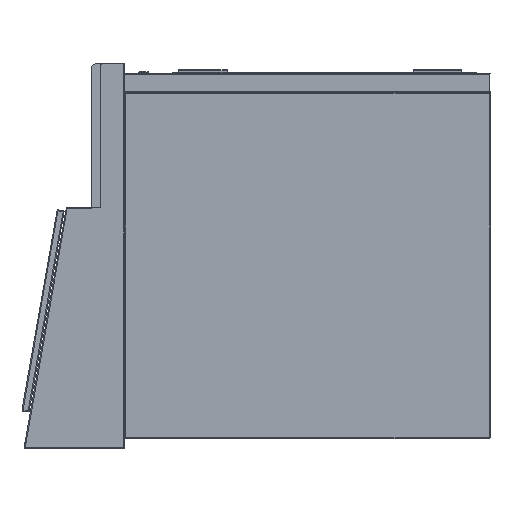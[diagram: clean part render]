
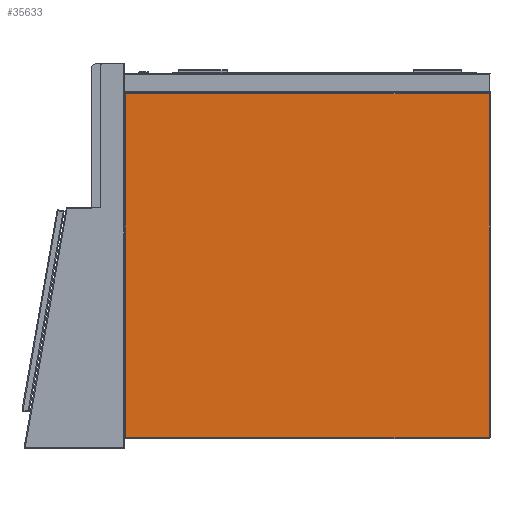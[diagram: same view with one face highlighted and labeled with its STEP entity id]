
A CAD part, left-side view. The second image highlights one B-rep face of the part: STEP entity #35633.
In plain terms, the highlighted planar face has unit normal (-1, 0, 0).
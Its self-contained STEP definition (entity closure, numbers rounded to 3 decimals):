
#261 = VECTOR ( 'NONE', #14292, 1000. ) ;
#2281 = DIRECTION ( 'NONE',  ( 0., 0., 1. ) ) ;
#3545 = CARTESIAN_POINT ( 'NONE',  ( -440., 380., -42. ) ) ;
#4385 = VERTEX_POINT ( 'NONE', #29610 ) ;
#4566 = DIRECTION ( 'NONE',  ( 0., -1., 0. ) ) ;
#5241 = LINE ( 'NONE', #29313, #261 ) ;
#8130 = EDGE_CURVE ( 'NONE', #26983, #23197, #16776, .T. ) ;
#8570 = FACE_OUTER_BOUND ( 'NONE', #18624, .T. ) ;
#9145 = EDGE_CURVE ( 'NONE', #4385, #26983, #5241, .T. ) ;
#9814 = VECTOR ( 'NONE', #17066, 1000. ) ;
#11152 = DIRECTION ( 'NONE',  ( -1., 0., 0. ) ) ;
#14128 = ORIENTED_EDGE ( 'NONE', *, *, #16607, .T. ) ;
#14292 = DIRECTION ( 'NONE',  ( 0., 0., -1. ) ) ;
#16607 = EDGE_CURVE ( 'NONE', #16698, #4385, #30591, .T. ) ;
#16698 = VERTEX_POINT ( 'NONE', #28806 ) ;
#16776 = LINE ( 'NONE', #19344, #25439 ) ;
#17066 = DIRECTION ( 'NONE',  ( 0., 0., 1. ) ) ;
#18624 = EDGE_LOOP ( 'NONE', ( #24813, #14128, #33393, #29682 ) ) ;
#19344 = CARTESIAN_POINT ( 'NONE',  ( -440., -380., -758. ) ) ;
#19581 = CARTESIAN_POINT ( 'NONE',  ( -440., -378., -758. ) ) ;
#19828 = CARTESIAN_POINT ( 'NONE',  ( -440., -378., -760. ) ) ;
#22794 = PLANE ( 'NONE',  #38192 ) ;
#23197 = VERTEX_POINT ( 'NONE', #19581 ) ;
#24813 = ORIENTED_EDGE ( 'NONE', *, *, #35623, .T. ) ;
#25439 = VECTOR ( 'NONE', #4566, 1000. ) ;
#26983 = VERTEX_POINT ( 'NONE', #34320 ) ;
#27617 = DIRECTION ( 'NONE',  ( 0., 1., 0. ) ) ;
#28806 = CARTESIAN_POINT ( 'NONE',  ( -440., -378., -42. ) ) ;
#29313 = CARTESIAN_POINT ( 'NONE',  ( -440., 378., -760. ) ) ;
#29319 = LINE ( 'NONE', #19828, #9814 ) ;
#29610 = CARTESIAN_POINT ( 'NONE',  ( -440., 378., -42. ) ) ;
#29682 = ORIENTED_EDGE ( 'NONE', *, *, #8130, .T. ) ;
#30351 = VECTOR ( 'NONE', #27617, 1000. ) ;
#30591 = LINE ( 'NONE', #3545, #30351 ) ;
#32269 = CARTESIAN_POINT ( 'NONE',  ( -440., -380., -760. ) ) ;
#33393 = ORIENTED_EDGE ( 'NONE', *, *, #9145, .T. ) ;
#34320 = CARTESIAN_POINT ( 'NONE',  ( -440., 378., -758. ) ) ;
#35623 = EDGE_CURVE ( 'NONE', #23197, #16698, #29319, .T. ) ;
#35633 = ADVANCED_FACE ( 'Fl�che7', ( #8570 ), #22794, .T. ) ;
#38192 = AXIS2_PLACEMENT_3D ( 'NONE', #32269, #11152, #2281 ) ;
